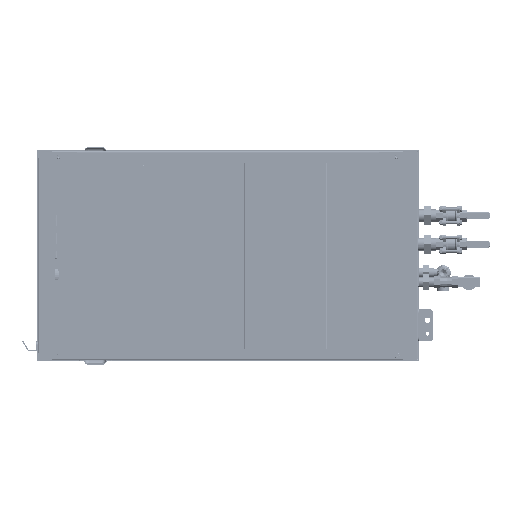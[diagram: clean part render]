
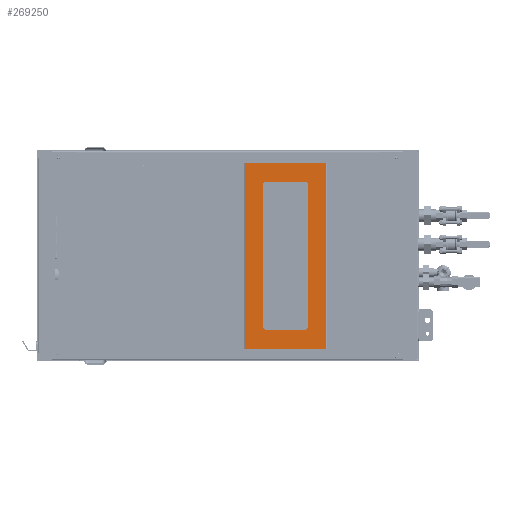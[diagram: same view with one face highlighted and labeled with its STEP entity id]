
A CAD part, front view. The second image highlights one B-rep face of the part: STEP entity #269250.
In plain terms, the highlighted planar face has unit normal (0, -1, 0).
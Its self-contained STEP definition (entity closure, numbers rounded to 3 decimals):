
#4744 = DIRECTION ( 'NONE',  ( -1., 0., 0. ) ) ;
#16912 = EDGE_CURVE ( 'NONE', #197842, #380758, #269467, .T. ) ;
#30084 = VECTOR ( 'NONE', #382346, 1000. ) ;
#30491 = VERTEX_POINT ( 'NONE', #119602 ) ;
#33435 = AXIS2_PLACEMENT_3D ( 'NONE', #81574, #338515, #118496 ) ;
#43264 = DIRECTION ( 'NONE',  ( 0., 0., -1. ) ) ;
#45978 = CIRCLE ( 'NONE', #396033, 10. ) ;
#47251 = CARTESIAN_POINT ( 'NONE',  ( 225.109, -321.604, 1326. ) ) ;
#56908 = LINE ( 'NONE', #192739, #240821 ) ;
#67805 = EDGE_CURVE ( 'NONE', #203885, #30491, #56908, .T. ) ;
#68834 = DIRECTION ( 'NONE',  ( 0., 1., 0. ) ) ;
#69596 = CARTESIAN_POINT ( 'NONE',  ( 105.109, -321.604, 896. ) ) ;
#74086 = VECTOR ( 'NONE', #77339, 1000. ) ;
#75553 = EDGE_CURVE ( 'NONE', #197842, #90701, #45978, .T. ) ;
#77339 = DIRECTION ( 'NONE',  ( -1., 0., 0. ) ) ;
#79436 = ORIENTED_EDGE ( 'NONE', *, *, #260419, .T. ) ;
#80025 = LINE ( 'NONE', #401570, #361517 ) ;
#81574 = CARTESIAN_POINT ( 'NONE',  ( 215.109, -321.604, 896. ) ) ;
#90701 = VERTEX_POINT ( 'NONE', #366438 ) ;
#99264 = EDGE_CURVE ( 'NONE', #126426, #119378, #316610, .T. ) ;
#104742 = PLANE ( 'NONE',  #123206 ) ;
#108676 = VERTEX_POINT ( 'NONE', #174583 ) ;
#118496 = DIRECTION ( 'NONE',  ( 0., 0., -1. ) ) ;
#119378 = VERTEX_POINT ( 'NONE', #305496 ) ;
#119602 = CARTESIAN_POINT ( 'NONE',  ( 58.609, -321.604, 836. ) ) ;
#119892 = LINE ( 'NONE', #345539, #303644 ) ;
#123206 = AXIS2_PLACEMENT_3D ( 'NONE', #363214, #143350, #400056 ) ;
#126426 = VERTEX_POINT ( 'NONE', #386377 ) ;
#128016 = LINE ( 'NONE', #270064, #30084 ) ;
#129539 = ORIENTED_EDGE ( 'NONE', *, *, #304023, .T. ) ;
#138734 = VERTEX_POINT ( 'NONE', #69596 ) ;
#139754 = ORIENTED_EDGE ( 'NONE', *, *, #247126, .T. ) ;
#140486 = DIRECTION ( 'NONE',  ( 0., -1., 0. ) ) ;
#142911 = FACE_BOUND ( 'NONE', #298257, .T. ) ;
#143350 = DIRECTION ( 'NONE',  ( 0., 1., 0. ) ) ;
#168277 = CARTESIAN_POINT ( 'NONE',  ( 115.109, -321.604, 896. ) ) ;
#170007 = ORIENTED_EDGE ( 'NONE', *, *, #67805, .T. ) ;
#174583 = CARTESIAN_POINT ( 'NONE',  ( 271.609, -321.604, 1326. ) ) ;
#181645 = EDGE_CURVE ( 'NONE', #446405, #138734, #80025, .T. ) ;
#188442 = ORIENTED_EDGE ( 'NONE', *, *, #16912, .F. ) ;
#189000 = ORIENTED_EDGE ( 'NONE', *, *, #409540, .T. ) ;
#192739 = CARTESIAN_POINT ( 'NONE',  ( 58.609, -321.604, 836. ) ) ;
#196998 = LINE ( 'NONE', #367825, #466845 ) ;
#197842 = VERTEX_POINT ( 'NONE', #446790 ) ;
#203885 = VERTEX_POINT ( 'NONE', #401085 ) ;
#205221 = DIRECTION ( 'NONE',  ( 0., 0., -1. ) ) ;
#205416 = ORIENTED_EDGE ( 'NONE', *, *, #75553, .T. ) ;
#205732 = CARTESIAN_POINT ( 'NONE',  ( 115.109, -321.604, 1276. ) ) ;
#210629 = EDGE_CURVE ( 'NONE', #380758, #446405, #255496, .T. ) ;
#210943 = CARTESIAN_POINT ( 'NONE',  ( 115.109, -321.604, 886. ) ) ;
#216542 = LINE ( 'NONE', #47251, #411794 ) ;
#220891 = DIRECTION ( 'NONE',  ( 0., 0., -1. ) ) ;
#221673 = ORIENTED_EDGE ( 'NONE', *, *, #181645, .F. ) ;
#227288 = CARTESIAN_POINT ( 'NONE',  ( 55.109, -321.604, 1326. ) ) ;
#229797 = CARTESIAN_POINT ( 'NONE',  ( 271.609, -321.604, 836. ) ) ;
#230525 = LINE ( 'NONE', #227288, #328148 ) ;
#240821 = VECTOR ( 'NONE', #43264, 1000. ) ;
#245267 = AXIS2_PLACEMENT_3D ( 'NONE', #360310, #140486, #397162 ) ;
#247126 = EDGE_CURVE ( 'NONE', #30491, #321948, #128016, .T. ) ;
#250984 = ORIENTED_EDGE ( 'NONE', *, *, #394824, .T. ) ;
#255496 = CIRCLE ( 'NONE', #245267, 10. ) ;
#259463 = ORIENTED_EDGE ( 'NONE', *, *, #210629, .F. ) ;
#260419 = EDGE_CURVE ( 'NONE', #271766, #138734, #442999, .T. ) ;
#260422 = CARTESIAN_POINT ( 'NONE',  ( 55.109, -321.604, 1276. ) ) ;
#269250 = ADVANCED_FACE ( 'NONE', ( #142911, #326718 ), #104742, .F. ) ;
#269467 = LINE ( 'NONE', #260422, #74086 ) ;
#270064 = CARTESIAN_POINT ( 'NONE',  ( 55.109, -321.604, 836. ) ) ;
#271766 = VERTEX_POINT ( 'NONE', #210943 ) ;
#273706 = DIRECTION ( 'NONE',  ( -1., 0., 0. ) ) ;
#288763 = CARTESIAN_POINT ( 'NONE',  ( 215.109, -321.604, 1266. ) ) ;
#298257 = EDGE_LOOP ( 'NONE', ( #259463, #188442, #205416, #250984, #321454, #129539, #79436, #221673 ) ) ;
#303644 = VECTOR ( 'NONE', #416145, 1000. ) ;
#304023 = EDGE_CURVE ( 'NONE', #126426, #271766, #196998, .T. ) ;
#305496 = CARTESIAN_POINT ( 'NONE',  ( 225.109, -321.604, 896. ) ) ;
#314806 = EDGE_CURVE ( 'NONE', #108676, #203885, #230525, .T. ) ;
#316610 = CIRCLE ( 'NONE', #33435, 10. ) ;
#321454 = ORIENTED_EDGE ( 'NONE', *, *, #99264, .F. ) ;
#321948 = VERTEX_POINT ( 'NONE', #229797 ) ;
#325759 = DIRECTION ( 'NONE',  ( 0., 0., -1. ) ) ;
#326718 = FACE_OUTER_BOUND ( 'NONE', #439868, .T. ) ;
#328148 = VECTOR ( 'NONE', #273706, 1000. ) ;
#338515 = DIRECTION ( 'NONE',  ( 0., -1., 0. ) ) ;
#345539 = CARTESIAN_POINT ( 'NONE',  ( 271.609, -321.604, 1326. ) ) ;
#360310 = CARTESIAN_POINT ( 'NONE',  ( 115.109, -321.604, 1266. ) ) ;
#361517 = VECTOR ( 'NONE', #438605, 1000. ) ;
#363214 = CARTESIAN_POINT ( 'NONE',  ( 55.109, -321.604, 1326. ) ) ;
#366438 = CARTESIAN_POINT ( 'NONE',  ( 225.109, -321.604, 1266. ) ) ;
#367825 = CARTESIAN_POINT ( 'NONE',  ( 55.109, -321.604, 886. ) ) ;
#380758 = VERTEX_POINT ( 'NONE', #205732 ) ;
#382346 = DIRECTION ( 'NONE',  ( 1., 0., 0. ) ) ;
#386377 = CARTESIAN_POINT ( 'NONE',  ( 215.109, -321.604, 886. ) ) ;
#390842 = CARTESIAN_POINT ( 'NONE',  ( 105.109, -321.604, 1266. ) ) ;
#394824 = EDGE_CURVE ( 'NONE', #90701, #119378, #216542, .T. ) ;
#396033 = AXIS2_PLACEMENT_3D ( 'NONE', #288763, #68834, #325759 ) ;
#397162 = DIRECTION ( 'NONE',  ( 0., 0., -1. ) ) ;
#400056 = DIRECTION ( 'NONE',  ( 0., 0., 1. ) ) ;
#401085 = CARTESIAN_POINT ( 'NONE',  ( 58.609, -321.604, 1326. ) ) ;
#401570 = CARTESIAN_POINT ( 'NONE',  ( 105.109, -321.604, 1326. ) ) ;
#407175 = AXIS2_PLACEMENT_3D ( 'NONE', #168277, #425098, #205221 ) ;
#409540 = EDGE_CURVE ( 'NONE', #321948, #108676, #119892, .T. ) ;
#411794 = VECTOR ( 'NONE', #220891, 1000. ) ;
#416145 = DIRECTION ( 'NONE',  ( 0., 0., 1. ) ) ;
#425098 = DIRECTION ( 'NONE',  ( 0., 1., 0. ) ) ;
#438605 = DIRECTION ( 'NONE',  ( 0., 0., -1. ) ) ;
#439868 = EDGE_LOOP ( 'NONE', ( #139754, #189000, #465405, #170007 ) ) ;
#442999 = CIRCLE ( 'NONE', #407175, 10. ) ;
#446405 = VERTEX_POINT ( 'NONE', #390842 ) ;
#446790 = CARTESIAN_POINT ( 'NONE',  ( 215.109, -321.604, 1276. ) ) ;
#465405 = ORIENTED_EDGE ( 'NONE', *, *, #314806, .T. ) ;
#466845 = VECTOR ( 'NONE', #4744, 1000. ) ;
